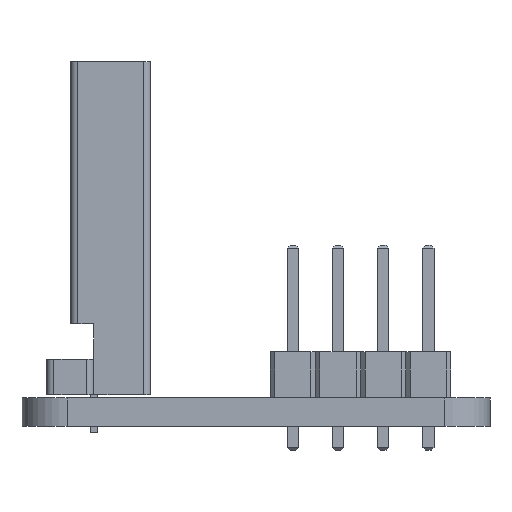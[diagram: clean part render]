
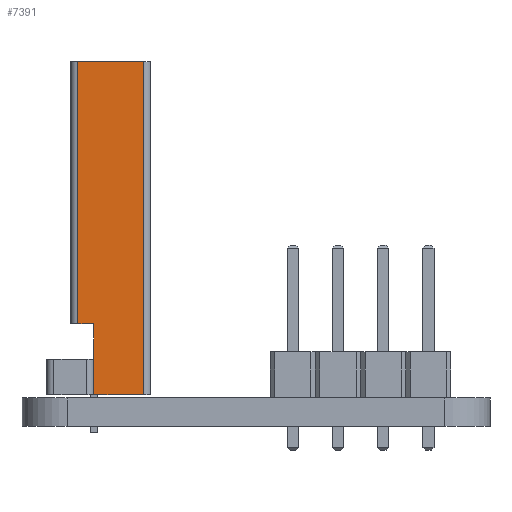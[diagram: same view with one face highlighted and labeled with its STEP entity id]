
A CAD part, left-side view. The second image highlights one B-rep face of the part: STEP entity #7391.
In plain terms, the highlighted face is planar.
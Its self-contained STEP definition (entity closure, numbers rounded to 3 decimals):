
#6460 = PLANE('',#6461);
#6461 = AXIS2_PLACEMENT_3D('',#6462,#6463,#6464);
#6462 = CARTESIAN_POINT('',(6.,-11.375,3.2));
#6463 = DIRECTION('',(0.,-1.,0.));
#6464 = DIRECTION('',(0.,0.,-1.));
#6528 = PLANE('',#6529);
#6529 = AXIS2_PLACEMENT_3D('',#6530,#6531,#6532);
#6530 = CARTESIAN_POINT('',(0.,0.,3.2));
#6531 = DIRECTION('',(0.,0.,-1.));
#6532 = DIRECTION('',(-1.,0.,0.));
#7117 = VERTEX_POINT('',#7118);
#7118 = CARTESIAN_POINT('',(6.,-11.375,0.4));
#7133 = CYLINDRICAL_SURFACE('',#7134,0.4);
#7134 = AXIS2_PLACEMENT_3D('',#7135,#7136,#7137);
#7135 = CARTESIAN_POINT('',(5.6,-7.375,0.4));
#7136 = DIRECTION('',(0.,-1.,0.));
#7137 = DIRECTION('',(0.,0.,-1.));
#7145 = EDGE_CURVE('',#7146,#7117,#7148,.T.);
#7146 = VERTEX_POINT('',#7147);
#7147 = CARTESIAN_POINT('',(6.,-11.375,3.2));
#7148 = SURFACE_CURVE('',#7149,(#7153,#7160),.PCURVE_S1.);
#7149 = LINE('',#7150,#7151);
#7150 = CARTESIAN_POINT('',(6.,-11.375,3.2));
#7151 = VECTOR('',#7152,1.);
#7152 = DIRECTION('',(0.,0.,-1.));
#7153 = PCURVE('',#6460,#7154);
#7154 = DEFINITIONAL_REPRESENTATION('',(#7155),#7159);
#7155 = LINE('',#7156,#7157);
#7156 = CARTESIAN_POINT('',(0.,0.));
#7157 = VECTOR('',#7158,1.);
#7158 = DIRECTION('',(1.,0.));
#7159 = ( GEOMETRIC_REPRESENTATION_CONTEXT(2) 
PARAMETRIC_REPRESENTATION_CONTEXT() REPRESENTATION_CONTEXT('2D SPACE',''
  ) );
#7160 = PCURVE('',#7161,#7166);
#7161 = PLANE('',#7162);
#7162 = AXIS2_PLACEMENT_3D('',#7163,#7164,#7165);
#7163 = CARTESIAN_POINT('',(6.,-7.375,4.5));
#7164 = DIRECTION('',(-1.,0.,0.));
#7165 = DIRECTION('',(0.,0.,1.));
#7166 = DEFINITIONAL_REPRESENTATION('',(#7167),#7171);
#7167 = LINE('',#7168,#7169);
#7168 = CARTESIAN_POINT('',(-1.3,-4.));
#7169 = VECTOR('',#7170,1.);
#7170 = DIRECTION('',(-1.,0.));
#7171 = ( GEOMETRIC_REPRESENTATION_CONTEXT(2) 
PARAMETRIC_REPRESENTATION_CONTEXT() REPRESENTATION_CONTEXT('2D SPACE',''
  ) );
#7189 = PLANE('',#7190);
#7190 = AXIS2_PLACEMENT_3D('',#7191,#7192,#7193);
#7191 = CARTESIAN_POINT('',(5.85,-9.375,3.2));
#7192 = DIRECTION('',(0.,0.,-1.));
#7193 = DIRECTION('',(-1.,0.,0.));
#7391 = ADVANCED_FACE('',(#7392),#7161,.F.);
#7392 = FACE_BOUND('',#7393,.F.);
#7393 = EDGE_LOOP('',(#7394,#7417,#7418,#7441,#7464,#7492,#7520));
#7394 = ORIENTED_EDGE('',*,*,#7395,.F.);
#7395 = EDGE_CURVE('',#7117,#7396,#7398,.T.);
#7396 = VERTEX_POINT('',#7397);
#7397 = CARTESIAN_POINT('',(6.,7.375,0.4));
#7398 = SURFACE_CURVE('',#7399,(#7403,#7410),.PCURVE_S1.);
#7399 = LINE('',#7400,#7401);
#7400 = CARTESIAN_POINT('',(6.,7.375,0.4));
#7401 = VECTOR('',#7402,1.);
#7402 = DIRECTION('',(0.,1.,0.));
#7403 = PCURVE('',#7161,#7404);
#7404 = DEFINITIONAL_REPRESENTATION('',(#7405),#7409);
#7405 = LINE('',#7406,#7407);
#7406 = CARTESIAN_POINT('',(-4.1,14.75));
#7407 = VECTOR('',#7408,1.);
#7408 = DIRECTION('',(0.,1.));
#7409 = ( GEOMETRIC_REPRESENTATION_CONTEXT(2) 
PARAMETRIC_REPRESENTATION_CONTEXT() REPRESENTATION_CONTEXT('2D SPACE',''
  ) );
#7410 = PCURVE('',#7133,#7411);
#7411 = DEFINITIONAL_REPRESENTATION('',(#7412),#7416);
#7412 = LINE('',#7413,#7414);
#7413 = CARTESIAN_POINT('',(1.571,-14.75));
#7414 = VECTOR('',#7415,1.);
#7415 = DIRECTION('',(0.,-1.));
#7416 = ( GEOMETRIC_REPRESENTATION_CONTEXT(2) 
PARAMETRIC_REPRESENTATION_CONTEXT() REPRESENTATION_CONTEXT('2D SPACE',''
  ) );
#7417 = ORIENTED_EDGE('',*,*,#7145,.F.);
#7418 = ORIENTED_EDGE('',*,*,#7419,.F.);
#7419 = EDGE_CURVE('',#7420,#7146,#7422,.T.);
#7420 = VERTEX_POINT('',#7421);
#7421 = CARTESIAN_POINT('',(6.,-9.375,3.2));
#7422 = SURFACE_CURVE('',#7423,(#7427,#7434),.PCURVE_S1.);
#7423 = LINE('',#7424,#7425);
#7424 = CARTESIAN_POINT('',(6.,-7.375,3.2));
#7425 = VECTOR('',#7426,1.);
#7426 = DIRECTION('',(0.,-1.,0.));
#7427 = PCURVE('',#7161,#7428);
#7428 = DEFINITIONAL_REPRESENTATION('',(#7429),#7433);
#7429 = LINE('',#7430,#7431);
#7430 = CARTESIAN_POINT('',(-1.3,0.));
#7431 = VECTOR('',#7432,1.);
#7432 = DIRECTION('',(0.,-1.));
#7433 = ( GEOMETRIC_REPRESENTATION_CONTEXT(2) 
PARAMETRIC_REPRESENTATION_CONTEXT() REPRESENTATION_CONTEXT('2D SPACE',''
  ) );
#7434 = PCURVE('',#7189,#7435);
#7435 = DEFINITIONAL_REPRESENTATION('',(#7436),#7440);
#7436 = LINE('',#7437,#7438);
#7437 = CARTESIAN_POINT('',(-0.15,2.));
#7438 = VECTOR('',#7439,1.);
#7439 = DIRECTION('',(0.,-1.));
#7440 = ( GEOMETRIC_REPRESENTATION_CONTEXT(2) 
PARAMETRIC_REPRESENTATION_CONTEXT() REPRESENTATION_CONTEXT('2D SPACE',''
  ) );
#7441 = ORIENTED_EDGE('',*,*,#7442,.F.);
#7442 = EDGE_CURVE('',#7443,#7420,#7445,.T.);
#7443 = VERTEX_POINT('',#7444);
#7444 = CARTESIAN_POINT('',(6.,-7.375,3.2));
#7445 = SURFACE_CURVE('',#7446,(#7450,#7457),.PCURVE_S1.);
#7446 = LINE('',#7447,#7448);
#7447 = CARTESIAN_POINT('',(6.,-7.375,3.2));
#7448 = VECTOR('',#7449,1.);
#7449 = DIRECTION('',(0.,-1.,0.));
#7450 = PCURVE('',#7161,#7451);
#7451 = DEFINITIONAL_REPRESENTATION('',(#7452),#7456);
#7452 = LINE('',#7453,#7454);
#7453 = CARTESIAN_POINT('',(-1.3,0.));
#7454 = VECTOR('',#7455,1.);
#7455 = DIRECTION('',(0.,-1.));
#7456 = ( GEOMETRIC_REPRESENTATION_CONTEXT(2) 
PARAMETRIC_REPRESENTATION_CONTEXT() REPRESENTATION_CONTEXT('2D SPACE',''
  ) );
#7457 = PCURVE('',#6528,#7458);
#7458 = DEFINITIONAL_REPRESENTATION('',(#7459),#7463);
#7459 = LINE('',#7460,#7461);
#7460 = CARTESIAN_POINT('',(-6.,-7.375));
#7461 = VECTOR('',#7462,1.);
#7462 = DIRECTION('',(0.,-1.));
#7463 = ( GEOMETRIC_REPRESENTATION_CONTEXT(2) 
PARAMETRIC_REPRESENTATION_CONTEXT() REPRESENTATION_CONTEXT('2D SPACE',''
  ) );
#7464 = ORIENTED_EDGE('',*,*,#7465,.F.);
#7465 = EDGE_CURVE('',#7466,#7443,#7468,.T.);
#7466 = VERTEX_POINT('',#7467);
#7467 = CARTESIAN_POINT('',(6.,-7.375,4.1));
#7468 = SURFACE_CURVE('',#7469,(#7473,#7480),.PCURVE_S1.);
#7469 = LINE('',#7470,#7471);
#7470 = CARTESIAN_POINT('',(6.,-7.375,4.5));
#7471 = VECTOR('',#7472,1.);
#7472 = DIRECTION('',(0.,0.,-1.));
#7473 = PCURVE('',#7161,#7474);
#7474 = DEFINITIONAL_REPRESENTATION('',(#7475),#7479);
#7475 = LINE('',#7476,#7477);
#7476 = CARTESIAN_POINT('',(0.,0.));
#7477 = VECTOR('',#7478,1.);
#7478 = DIRECTION('',(-1.,0.));
#7479 = ( GEOMETRIC_REPRESENTATION_CONTEXT(2) 
PARAMETRIC_REPRESENTATION_CONTEXT() REPRESENTATION_CONTEXT('2D SPACE',''
  ) );
#7480 = PCURVE('',#7481,#7486);
#7481 = PLANE('',#7482);
#7482 = AXIS2_PLACEMENT_3D('',#7483,#7484,#7485);
#7483 = CARTESIAN_POINT('',(-6.,-7.375,4.5));
#7484 = DIRECTION('',(0.,1.,0.));
#7485 = DIRECTION('',(0.,0.,1.));
#7486 = DEFINITIONAL_REPRESENTATION('',(#7487),#7491);
#7487 = LINE('',#7488,#7489);
#7488 = CARTESIAN_POINT('',(0.,12.));
#7489 = VECTOR('',#7490,1.);
#7490 = DIRECTION('',(-1.,0.));
#7491 = ( GEOMETRIC_REPRESENTATION_CONTEXT(2) 
PARAMETRIC_REPRESENTATION_CONTEXT() REPRESENTATION_CONTEXT('2D SPACE',''
  ) );
#7492 = ORIENTED_EDGE('',*,*,#7493,.F.);
#7493 = EDGE_CURVE('',#7494,#7466,#7496,.T.);
#7494 = VERTEX_POINT('',#7495);
#7495 = CARTESIAN_POINT('',(6.,7.375,4.1));
#7496 = SURFACE_CURVE('',#7497,(#7501,#7508),.PCURVE_S1.);
#7497 = LINE('',#7498,#7499);
#7498 = CARTESIAN_POINT('',(6.,-7.375,4.1));
#7499 = VECTOR('',#7500,1.);
#7500 = DIRECTION('',(0.,-1.,0.));
#7501 = PCURVE('',#7161,#7502);
#7502 = DEFINITIONAL_REPRESENTATION('',(#7503),#7507);
#7503 = LINE('',#7504,#7505);
#7504 = CARTESIAN_POINT('',(-0.4,0.));
#7505 = VECTOR('',#7506,1.);
#7506 = DIRECTION('',(0.,-1.));
#7507 = ( GEOMETRIC_REPRESENTATION_CONTEXT(2) 
PARAMETRIC_REPRESENTATION_CONTEXT() REPRESENTATION_CONTEXT('2D SPACE',''
  ) );
#7508 = PCURVE('',#7509,#7514);
#7509 = CYLINDRICAL_SURFACE('',#7510,0.4);
#7510 = AXIS2_PLACEMENT_3D('',#7511,#7512,#7513);
#7511 = CARTESIAN_POINT('',(5.6,0.,4.1));
#7512 = DIRECTION('',(0.,1.,0.));
#7513 = DIRECTION('',(0.,0.,1.));
#7514 = DEFINITIONAL_REPRESENTATION('',(#7515),#7519);
#7515 = LINE('',#7516,#7517);
#7516 = CARTESIAN_POINT('',(1.571,-7.375));
#7517 = VECTOR('',#7518,1.);
#7518 = DIRECTION('',(0.,-1.));
#7519 = ( GEOMETRIC_REPRESENTATION_CONTEXT(2) 
PARAMETRIC_REPRESENTATION_CONTEXT() REPRESENTATION_CONTEXT('2D SPACE',''
  ) );
#7520 = ORIENTED_EDGE('',*,*,#7521,.T.);
#7521 = EDGE_CURVE('',#7494,#7396,#7522,.T.);
#7522 = SURFACE_CURVE('',#7523,(#7527,#7534),.PCURVE_S1.);
#7523 = LINE('',#7524,#7525);
#7524 = CARTESIAN_POINT('',(6.,7.375,4.5));
#7525 = VECTOR('',#7526,1.);
#7526 = DIRECTION('',(0.,0.,-1.));
#7527 = PCURVE('',#7161,#7528);
#7528 = DEFINITIONAL_REPRESENTATION('',(#7529),#7533);
#7529 = LINE('',#7530,#7531);
#7530 = CARTESIAN_POINT('',(0.,14.75));
#7531 = VECTOR('',#7532,1.);
#7532 = DIRECTION('',(-1.,0.));
#7533 = ( GEOMETRIC_REPRESENTATION_CONTEXT(2) 
PARAMETRIC_REPRESENTATION_CONTEXT() REPRESENTATION_CONTEXT('2D SPACE',''
  ) );
#7534 = PCURVE('',#7535,#7540);
#7535 = PLANE('',#7536);
#7536 = AXIS2_PLACEMENT_3D('',#7537,#7538,#7539);
#7537 = CARTESIAN_POINT('',(-6.,7.375,4.5));
#7538 = DIRECTION('',(0.,-1.,0.));
#7539 = DIRECTION('',(0.,0.,-1.));
#7540 = DEFINITIONAL_REPRESENTATION('',(#7541),#7545);
#7541 = LINE('',#7542,#7543);
#7542 = CARTESIAN_POINT('',(0.,12.));
#7543 = VECTOR('',#7544,1.);
#7544 = DIRECTION('',(1.,0.));
#7545 = ( GEOMETRIC_REPRESENTATION_CONTEXT(2) 
PARAMETRIC_REPRESENTATION_CONTEXT() REPRESENTATION_CONTEXT('2D SPACE',''
  ) );
